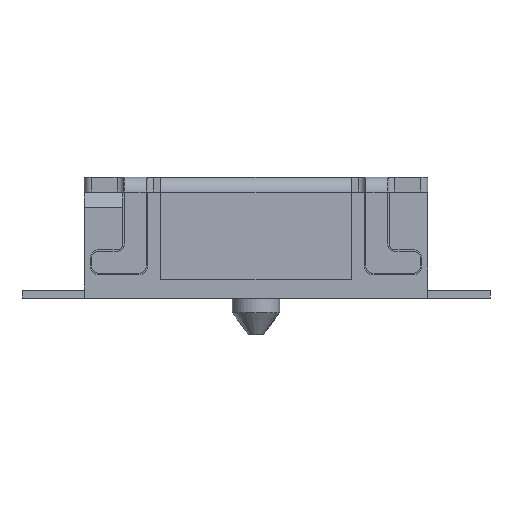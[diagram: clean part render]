
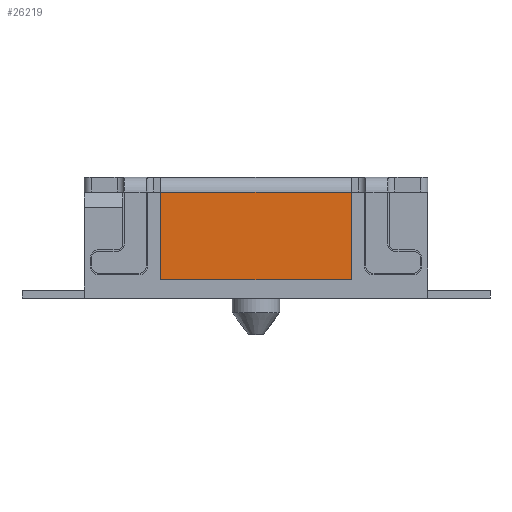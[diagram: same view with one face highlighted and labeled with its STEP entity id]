
A CAD part, front view. The second image highlights one B-rep face of the part: STEP entity #26219.
In plain terms, the highlighted planar face has unit normal (0, -1, 0).
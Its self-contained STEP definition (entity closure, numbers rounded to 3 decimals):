
#1072 = ORIENTED_EDGE ( 'NONE', *, *, #9167, .T. ) ;
#3856 = LINE ( 'NONE', #18540, #18553 ) ;
#4866 = DIRECTION ( 'NONE',  ( -1., 0., 0. ) ) ;
#5259 = EDGE_CURVE ( 'NONE', #8777, #20334, #23974, .T. ) ;
#5327 = CARTESIAN_POINT ( 'NONE',  ( 1.3, -2.75, 1.45 ) ) ;
#5652 = PLANE ( 'NONE',  #14870 ) ;
#5728 = EDGE_CURVE ( 'NONE', #20334, #18056, #3856, .T. ) ;
#8777 = VERTEX_POINT ( 'NONE', #16324 ) ;
#8908 = VECTOR ( 'NONE', #14463, 1000. ) ;
#9167 = EDGE_CURVE ( 'NONE', #18056, #24165, #25499, .T. ) ;
#9280 = EDGE_LOOP ( 'NONE', ( #1072, #18692, #11287, #18147 ) ) ;
#11287 = ORIENTED_EDGE ( 'NONE', *, *, #5259, .T. ) ;
#11564 = LINE ( 'NONE', #17585, #27492 ) ;
#11948 = FACE_OUTER_BOUND ( 'NONE', #9280, .T. ) ;
#12368 = DIRECTION ( 'NONE',  ( 1., 0., 0. ) ) ;
#12460 = CARTESIAN_POINT ( 'NONE',  ( 1.3, -2.75, 0.25 ) ) ;
#13326 = CARTESIAN_POINT ( 'NONE',  ( -1.3, -2.75, 0.25 ) ) ;
#14463 = DIRECTION ( 'NONE',  ( 0., 0., 1. ) ) ;
#14870 = AXIS2_PLACEMENT_3D ( 'NONE', #18524, #22429, #27054 ) ;
#16324 = CARTESIAN_POINT ( 'NONE',  ( -1.3, -2.75, 1.45 ) ) ;
#16786 = CARTESIAN_POINT ( 'NONE',  ( -1.3, -2.75, 0.25 ) ) ;
#17585 = CARTESIAN_POINT ( 'NONE',  ( 0., -2.75, 1.45 ) ) ;
#18056 = VERTEX_POINT ( 'NONE', #12460 ) ;
#18147 = ORIENTED_EDGE ( 'NONE', *, *, #5728, .T. ) ;
#18524 = CARTESIAN_POINT ( 'NONE',  ( 0., -2.75, 0. ) ) ;
#18540 = CARTESIAN_POINT ( 'NONE',  ( -1.3, -2.75, 0.25 ) ) ;
#18553 = VECTOR ( 'NONE', #12368, 1000. ) ;
#18692 = ORIENTED_EDGE ( 'NONE', *, *, #19090, .T. ) ;
#19090 = EDGE_CURVE ( 'NONE', #24165, #8777, #11564, .T. ) ;
#19408 = VECTOR ( 'NONE', #21871, 1000. ) ;
#20334 = VERTEX_POINT ( 'NONE', #16786 ) ;
#21170 = CARTESIAN_POINT ( 'NONE',  ( 1.3, -2.75, 0.25 ) ) ;
#21871 = DIRECTION ( 'NONE',  ( 0., 0., -1. ) ) ;
#22429 = DIRECTION ( 'NONE',  ( 0., 1., 0. ) ) ;
#23974 = LINE ( 'NONE', #13326, #19408 ) ;
#24165 = VERTEX_POINT ( 'NONE', #5327 ) ;
#25499 = LINE ( 'NONE', #21170, #8908 ) ;
#26219 = ADVANCED_FACE ( 'NONE', ( #11948 ), #5652, .F. ) ;
#27054 = DIRECTION ( 'NONE',  ( 0., 0., 1. ) ) ;
#27492 = VECTOR ( 'NONE', #4866, 1000. ) ;
